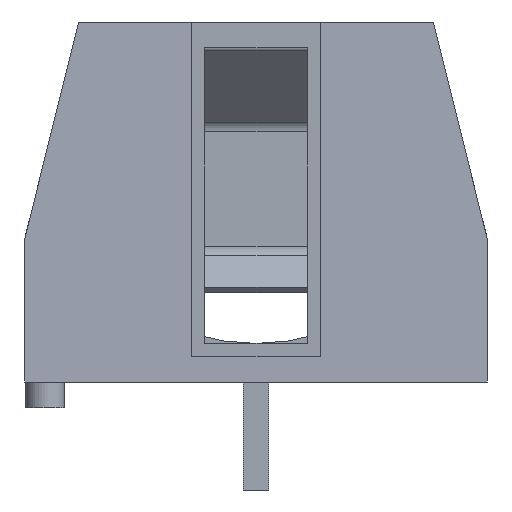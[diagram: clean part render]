
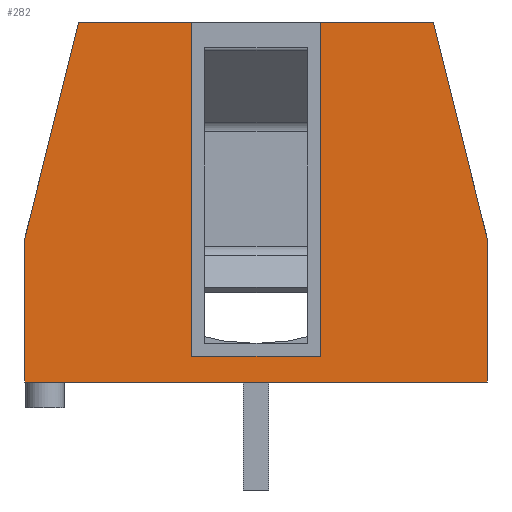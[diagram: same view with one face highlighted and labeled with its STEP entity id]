
A CAD part, left-side view. The second image highlights one B-rep face of the part: STEP entity #282.
In plain terms, the highlighted planar face has unit normal (-1, 0, 0.021).
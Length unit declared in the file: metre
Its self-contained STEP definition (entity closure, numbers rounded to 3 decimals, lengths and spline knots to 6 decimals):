
#282 = ADVANCED_FACE( '', ( #671 ), #672, .T. );
#671 = FACE_OUTER_BOUND( '', #1180, .T. );
#672 = PLANE( '', #1181 );
#1180 = EDGE_LOOP( '', ( #1948, #1949, #1950, #1951, #1952, #1953, #1954, #1955, #1956, #1957 ) );
#1181 = AXIS2_PLACEMENT_3D( '', #1958, #1959, #1960 );
#1948 = ORIENTED_EDGE( '', *, *, #3307, .T. );
#1949 = ORIENTED_EDGE( '', *, *, #3308, .T. );
#1950 = ORIENTED_EDGE( '', *, *, #3309, .F. );
#1951 = ORIENTED_EDGE( '', *, *, #3310, .F. );
#1952 = ORIENTED_EDGE( '', *, *, #3311, .F. );
#1953 = ORIENTED_EDGE( '', *, *, #3228, .F. );
#1954 = ORIENTED_EDGE( '', *, *, #3312, .T. );
#1955 = ORIENTED_EDGE( '', *, *, #3156, .T. );
#1956 = ORIENTED_EDGE( '', *, *, #3313, .T. );
#1957 = ORIENTED_EDGE( '', *, *, #3314, .F. );
#1958 = CARTESIAN_POINT( '', ( -0.02135, 0.022351, 0.007 ) );
#1959 = DIRECTION( '', ( -1., 0., 0.021 ) );
#1960 = DIRECTION( '', ( -0.021, 0., -1. ) );
#3156 = EDGE_CURVE( '', #3840, #3838, #3841, .T. );
#3228 = EDGE_CURVE( '', #3960, #3962, #3963, .T. );
#3307 = EDGE_CURVE( '', #4096, #4097, #4098, .T. );
#3308 = EDGE_CURVE( '', #4097, #4099, #4100, .T. );
#3309 = EDGE_CURVE( '', #4101, #4099, #4102, .T. );
#3310 = EDGE_CURVE( '', #4103, #4101, #4104, .T. );
#3311 = EDGE_CURVE( '', #3962, #4103, #4105, .T. );
#3312 = EDGE_CURVE( '', #3960, #3840, #4106, .T. );
#3313 = EDGE_CURVE( '', #3838, #4107, #4108, .T. );
#3314 = EDGE_CURVE( '', #4096, #4107, #4109, .T. );
#3838 = VERTEX_POINT( '', #4873 );
#3840 = VERTEX_POINT( '', #4876 );
#3841 = LINE( '', #4877, #4878 );
#3960 = VERTEX_POINT( '', #5043 );
#3962 = VERTEX_POINT( '', #5046 );
#3963 = LINE( '', #5047, #5048 );
#4096 = VERTEX_POINT( '', #5241 );
#4097 = VERTEX_POINT( '', #5242 );
#4098 = LINE( '', #5243, #5244 );
#4099 = VERTEX_POINT( '', #5245 );
#4100 = LINE( '', #5246, #5247 );
#4101 = VERTEX_POINT( '', #5248 );
#4102 = LINE( '', #5249, #5250 );
#4103 = VERTEX_POINT( '', #5251 );
#4104 = LINE( '', #5252, #5253 );
#4105 = LINE( '', #5254, #5255 );
#4106 = LINE( '', #5256, #5257 );
#4107 = VERTEX_POINT( '', #5258 );
#4108 = LINE( '', #5259, #5260 );
#4109 = LINE( '', #5261, #5262 );
#4873 = CARTESIAN_POINT( '', ( -0.021381, -0.009, 0.005558 ) );
#4876 = CARTESIAN_POINT( '', ( -0.0215, -0.009, 0. ) );
#4877 = CARTESIAN_POINT( '', ( -0.02135, -0.009, 0.007 ) );
#4878 = VECTOR( '', #6069, 1. );
#5043 = CARTESIAN_POINT( '', ( -0.0215, 0.009, 0. ) );
#5046 = CARTESIAN_POINT( '', ( -0.021381, 0.009, 0.005558 ) );
#5047 = CARTESIAN_POINT( '', ( -0.021439, 0.009, 0.002863 ) );
#5048 = VECTOR( '', #6153, 1. );
#5241 = CARTESIAN_POINT( '', ( -0.0212, -0.0025, 0.014 ) );
#5242 = CARTESIAN_POINT( '', ( -0.021479, -0.0025, 0.001 ) );
#5243 = CARTESIAN_POINT( '', ( -0.02135, -0.0025, 0.007 ) );
#5244 = VECTOR( '', #6226, 1. );
#5245 = CARTESIAN_POINT( '', ( -0.021479, 0.0025, 0.001 ) );
#5246 = CARTESIAN_POINT( '', ( -0.021479, 0.022351, 0.001 ) );
#5247 = VECTOR( '', #6227, 1. );
#5248 = CARTESIAN_POINT( '', ( -0.0212, 0.0025, 0.014 ) );
#5249 = CARTESIAN_POINT( '', ( -0.02135, 0.0025, 0.007 ) );
#5250 = VECTOR( '', #6228, 1. );
#5251 = CARTESIAN_POINT( '', ( -0.0212, 0.0069, 0.014 ) );
#5252 = CARTESIAN_POINT( '', ( -0.0212, 0.022351, 0.014 ) );
#5253 = VECTOR( '', #6229, 1. );
#5254 = CARTESIAN_POINT( '', ( -0.021369, 0.00886, 0.006121 ) );
#5255 = VECTOR( '', #6230, 1. );
#5256 = CARTESIAN_POINT( '', ( -0.0215, -0.0045, 0. ) );
#5257 = VECTOR( '', #6231, 1. );
#5258 = CARTESIAN_POINT( '', ( -0.0212, -0.0069, 0.014 ) );
#5259 = CARTESIAN_POINT( '', ( -0.021369, -0.00886, 0.006121 ) );
#5260 = VECTOR( '', #6232, 1. );
#5261 = CARTESIAN_POINT( '', ( -0.0212, 0.022351, 0.014 ) );
#5262 = VECTOR( '', #6233, 1. );
#6069 = DIRECTION( '', ( 0.021, 0., 1. ) );
#6153 = DIRECTION( '', ( 0.021, 0., 1. ) );
#6226 = DIRECTION( '', ( -0.021, 0., -1. ) );
#6227 = DIRECTION( '', ( 0., 1., 0. ) );
#6228 = DIRECTION( '', ( -0.021, 0., -1. ) );
#6229 = DIRECTION( '', ( 0., -1., 0. ) );
#6230 = DIRECTION( '', ( 0.021, -0.241, 0.97 ) );
#6231 = DIRECTION( '', ( 0., -1., 0. ) );
#6232 = DIRECTION( '', ( 0.021, 0.241, 0.97 ) );
#6233 = DIRECTION( '', ( 0., -1., 0. ) );
